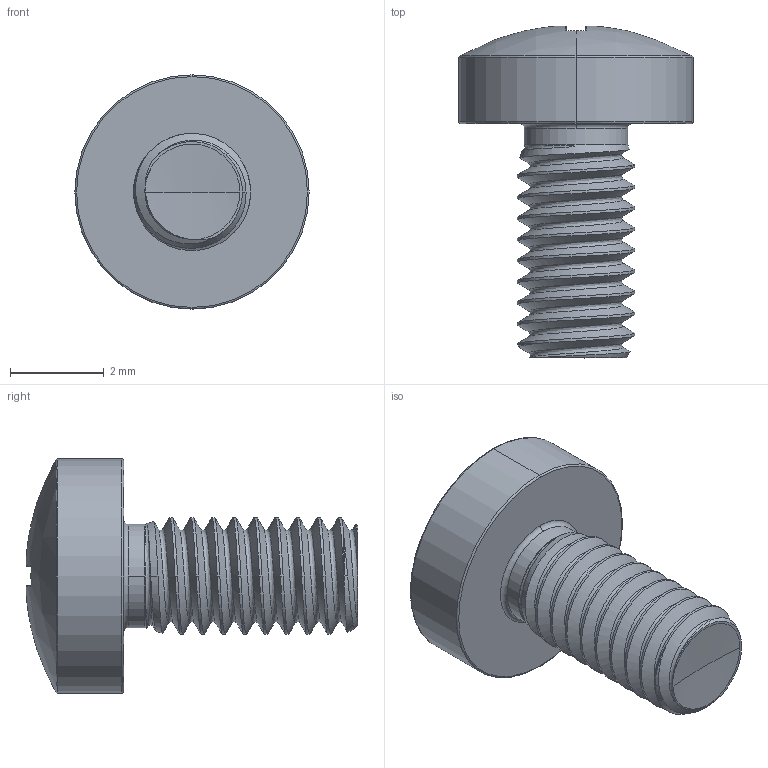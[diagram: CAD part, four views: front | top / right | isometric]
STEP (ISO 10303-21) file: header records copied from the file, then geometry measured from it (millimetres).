
FILE_DESCRIPTION (( 'STEP AP203' ), '1' );
FILE_NAME ('STM320250050.STEP', '2020-12-24T14:25:14', ( '' ), ( '' ), 'SwSTEP 2.0', 'SolidWorks 2015', '' );
FILE_SCHEMA (( 'CONFIG_CONTROL_DESIGN' ));
Length unit declared in the file: millimetre
Products named in the file (2): STM320250050
Bounding box: 5 x 7.08 x 5 mm (x, y, z)
Volume: 52.5 mm3; surface area: 124.8 mm2
Topology: 1 solids, 1 shells, 180 faces, 414 edges, 235 vertices
Faces by surface type: bspline 46, cylinder 42, torus 33, sphere 28, plane 22, cone 9
Entity records: 14795 total; most frequent: CARTESIAN_POINT 10978, ORIENTED_EDGE 824, DIRECTION 735, EDGE_CURVE 412, AXIS2_PLACEMENT_3D 333, VERTEX_POINT 235, CIRCLE 197, EDGE_LOOP 181
